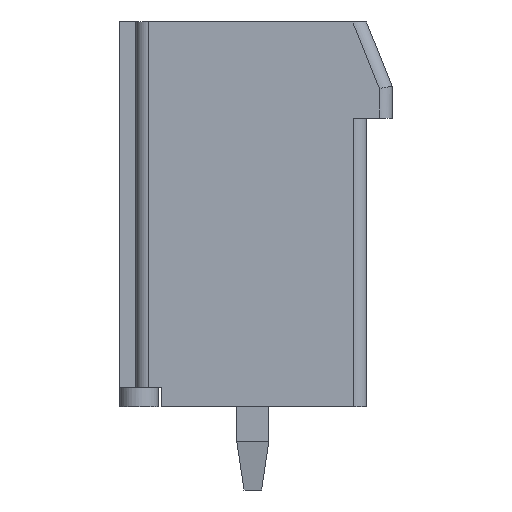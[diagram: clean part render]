
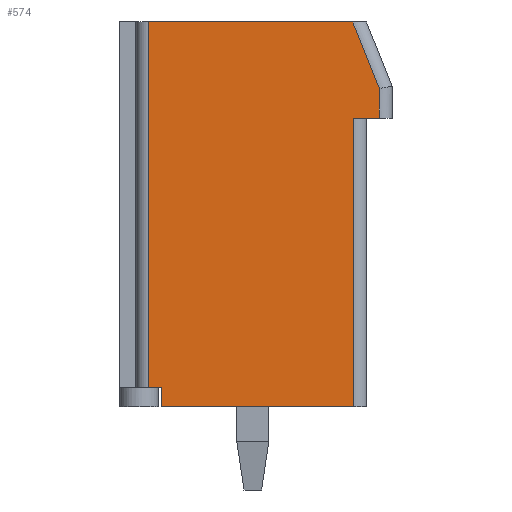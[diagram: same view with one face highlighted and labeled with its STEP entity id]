
A CAD part, left-side view. The second image highlights one B-rep face of the part: STEP entity #574.
In plain terms, the highlighted planar face has unit normal (-1, 0, 0).
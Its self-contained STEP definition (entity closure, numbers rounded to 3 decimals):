
#574 = ADVANCED_FACE( '', ( #1276 ), #1277, .T. );
#1276 = FACE_OUTER_BOUND( '', #2143, .T. );
#1277 = PLANE( '', #2144 );
#2143 = EDGE_LOOP( '', ( #3524, #3525, #3526, #3527, #3528, #3529, #3530, #3531, #3532 ) );
#2144 = AXIS2_PLACEMENT_3D( '', #3533, #3534, #3535 );
#3524 = ORIENTED_EDGE( '', *, *, #5695, .T. );
#3525 = ORIENTED_EDGE( '', *, *, #5696, .T. );
#3526 = ORIENTED_EDGE( '', *, *, #5697, .T. );
#3527 = ORIENTED_EDGE( '', *, *, #5698, .T. );
#3528 = ORIENTED_EDGE( '', *, *, #5601, .T. );
#3529 = ORIENTED_EDGE( '', *, *, #5699, .T. );
#3530 = ORIENTED_EDGE( '', *, *, #5700, .F. );
#3531 = ORIENTED_EDGE( '', *, *, #5701, .T. );
#3532 = ORIENTED_EDGE( '', *, *, #5702, .F. );
#3533 = CARTESIAN_POINT( '', ( 0., 8.5, 12. ) );
#3534 = DIRECTION( '', ( -1., 0., 0. ) );
#3535 = DIRECTION( '', ( 0., 0., 1. ) );
#5601 = EDGE_CURVE( '', #6868, #6866, #6869, .F. );
#5695 = EDGE_CURVE( '', #7005, #7006, #7007, .T. );
#5696 = EDGE_CURVE( '', #7006, #7008, #7009, .T. );
#5697 = EDGE_CURVE( '', #7008, #7010, #7011, .F. );
#5698 = EDGE_CURVE( '', #7010, #6868, #7012, .T. );
#5699 = EDGE_CURVE( '', #6866, #7013, #7014, .F. );
#5700 = EDGE_CURVE( '', #7015, #7013, #7016, .T. );
#5701 = EDGE_CURVE( '', #7015, #7017, #7018, .F. );
#5702 = EDGE_CURVE( '', #7005, #7017, #7019, .T. );
#6866 = VERTEX_POINT( '', #8594 );
#6868 = VERTEX_POINT( '', #8596 );
#6869 = LINE( '', #8597, #8598 );
#7005 = VERTEX_POINT( '', #8800 );
#7006 = VERTEX_POINT( '', #8801 );
#7007 = LINE( '', #8802, #8803 );
#7008 = VERTEX_POINT( '', #8804 );
#7009 = LINE( '', #8805, #8806 );
#7010 = VERTEX_POINT( '', #8807 );
#7011 = LINE( '', #8808, #8809 );
#7012 = LINE( '', #8810, #8811 );
#7013 = VERTEX_POINT( '', #8812 );
#7014 = LINE( '', #8813, #8814 );
#7015 = VERTEX_POINT( '', #8815 );
#7016 = LINE( '', #8816, #8817 );
#7017 = VERTEX_POINT( '', #8818 );
#7018 = LINE( '', #8819, #8820 );
#7019 = LINE( '', #8821, #8822 );
#8594 = CARTESIAN_POINT( '', ( 0., 0.4, 9.923 ) );
#8596 = CARTESIAN_POINT( '', ( 0., 0.4, 9. ) );
#8597 = CARTESIAN_POINT( '', ( 0., 0.4, 12. ) );
#8598 = VECTOR( '', #10100, 1000. );
#8800 = CARTESIAN_POINT( '', ( 0., 7.2, 0.6 ) );
#8801 = CARTESIAN_POINT( '', ( 0., 7.2, 0. ) );
#8802 = CARTESIAN_POINT( '', ( 0., 7.2, 0.6 ) );
#8803 = VECTOR( '', #10179, 1000. );
#8804 = CARTESIAN_POINT( '', ( 0., 1.2, 0. ) );
#8805 = CARTESIAN_POINT( '', ( 0., 8.5, 0. ) );
#8806 = VECTOR( '', #10180, 1000. );
#8807 = CARTESIAN_POINT( '', ( 0., 1.2, 9. ) );
#8808 = CARTESIAN_POINT( '', ( 0., 1.2, 12. ) );
#8809 = VECTOR( '', #10181, 1000. );
#8810 = CARTESIAN_POINT( '', ( 0., 0.8, 9. ) );
#8811 = VECTOR( '', #10182, 1000. );
#8812 = CARTESIAN_POINT( '', ( 0., 1.231, 12. ) );
#8813 = CARTESIAN_POINT( '', ( 0., 2.233, 14.507 ) );
#8814 = VECTOR( '', #10183, 1000. );
#8815 = CARTESIAN_POINT( '', ( 0., 7.6, 12. ) );
#8816 = CARTESIAN_POINT( '', ( 0., 8.5, 12. ) );
#8817 = VECTOR( '', #10184, 1000. );
#8818 = CARTESIAN_POINT( '', ( 0., 7.6, 0.6 ) );
#8819 = CARTESIAN_POINT( '', ( 0., 7.6, 12. ) );
#8820 = VECTOR( '', #10185, 1000. );
#8821 = CARTESIAN_POINT( '', ( 0., 7.2, 0.6 ) );
#8822 = VECTOR( '', #10186, 1000. );
#10100 = DIRECTION( '', ( 0., 0., -1. ) );
#10179 = DIRECTION( '', ( 0., 0., -1. ) );
#10180 = DIRECTION( '', ( 0., -1., 0. ) );
#10181 = DIRECTION( '', ( 0., 0., -1. ) );
#10182 = DIRECTION( '', ( 0., -1., 0. ) );
#10183 = DIRECTION( '', ( 0., -0.371, -0.928 ) );
#10184 = DIRECTION( '', ( 0., -1., 0. ) );
#10185 = DIRECTION( '', ( 0., 0., 1. ) );
#10186 = DIRECTION( '', ( 0., 1., 0. ) );
